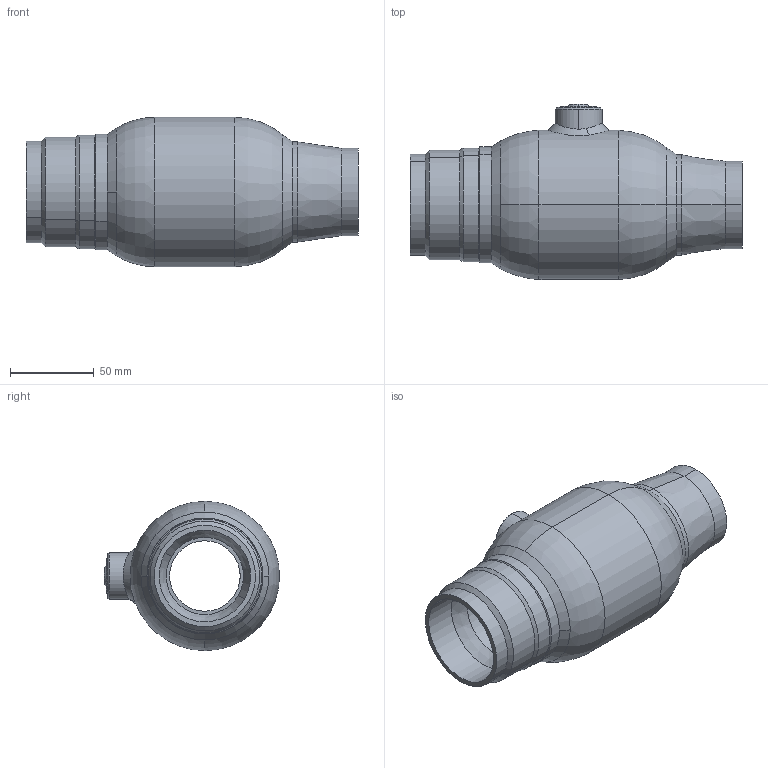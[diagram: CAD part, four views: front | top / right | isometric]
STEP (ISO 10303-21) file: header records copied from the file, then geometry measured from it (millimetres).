
FILE_DESCRIPTION (( 'STEP AP214' ), '1' );
FILE_NAME ('68102050.STEP', '2010-10-27T14:36:54', ( 'BROEN A/S' ), ( 'BROEN A/S' ), 'SwSTEP 2.0', 'SolidWorks 2009', '' );
FILE_SCHEMA (( 'AUTOMOTIVE_DESIGN' ));
Length unit declared in the file: millimetre
Products named in the file (1): 68102050
Bounding box: 197.69 x 104.25 x 88.9 mm (x, y, z)
Surface area: 87115.9 mm2 (no closed solid volume)
Topology: 0 solids, 8 shells, 78 faces, 182 edges, 108 vertices
Faces by surface type: cone 32, cylinder 24, plane 16, torus 4, bspline 2
Entity records: 4750 total; most frequent: CARTESIAN_POINT 2083, DIRECTION 408, ORIENTED_EDGE 322, EDGE_CURVE 182, AXIS2_PLACEMENT_3D 161, VERTEX_POINT 108, VECTOR 86, LINE 86
